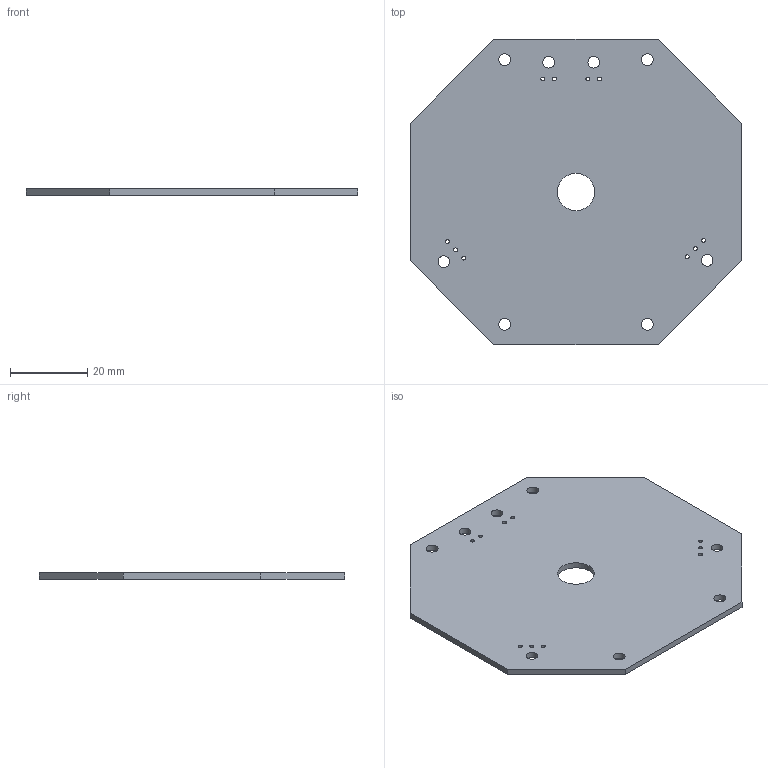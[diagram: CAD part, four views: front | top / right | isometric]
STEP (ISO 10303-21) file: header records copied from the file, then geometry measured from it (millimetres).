
FILE_DESCRIPTION(('KiCad electronic assembly'),'2;1');
FILE_NAME('COTS_TELEM.step','2022-02-09T20:32:59',('Pcbnew'),('Kicad'), 'Open CASCADE STEP processor 7.5','KiCad to STEP converter','Unknown' );
FILE_SCHEMA(('AUTOMOTIVE_DESIGN { 1 0 10303 214 1 1 1 1 }'));
Length unit declared in the file: millimetre
Products named in the file (2): COTS_TELEM 1; COTS_TELEM PCB
Assembly tree (1 placements, depth 2):
  COTS_TELEM 1
    COTS_TELEM PCB
Bounding box: 85.98 x 79.06 x 1.6 mm (x, y, z)
Volume: 9144.1 mm3; surface area: 12099.1 mm2
Topology: 1 solids, 1 shells, 29 faces, 81 edges, 54 vertices
Faces by surface type: cylinder 19, plane 10
Full cylindrical faces by diameter (mm): 1.02 x10, 3 x4, 3.1 x4, 9.625 x1
Entity records: 2129 total; most frequent: DIRECTION 343, CARTESIAN_POINT 328, LINE 167, VECTOR 167, ORIENTED_EDGE 162, PCURVE 162, DEFINITIONAL_REPRESENTATION 162, EDGE_CURVE 81
